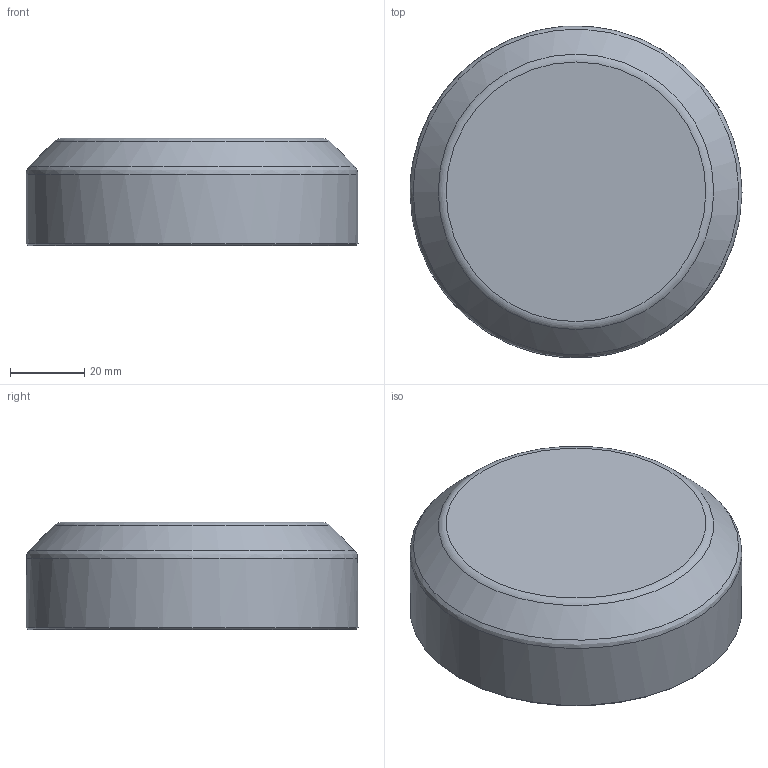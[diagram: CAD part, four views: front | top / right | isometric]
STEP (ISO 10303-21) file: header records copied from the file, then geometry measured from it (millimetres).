
FILE_DESCRIPTION(('FreeCAD Model'),'2;1');
FILE_NAME('Open CASCADE Shape Model','2025-05-06T22:12:49',(''),(''), 'Open CASCADE STEP processor 7.8','FreeCAD','Unknown');
FILE_SCHEMA(('AUTOMOTIVE_DESIGN { 1 0 10303 214 1 1 1 1 }'));
Length unit declared in the file: millimetre
Products named in the file (1): Cap
Bounding box: 89.4 x 89.4 x 29 mm (x, y, z)
Volume: 30428.9 mm3; surface area: 25006.7 mm2
Topology: 1 solids, 1 shells, 12 faces, 19 edges, 11 vertices
Faces by surface type: plane 4, cylinder 3, cone 3, bspline 1, torus 1
Full cylindrical faces by diameter (mm): 83.4 x1, 85.4 x1, 89.4 x1
Entity records: 383 total; most frequent: CARTESIAN_POINT 142, DIRECTION 50, ORIENTED_EDGE 38, AXIS2_PLACEMENT_3D 22, EDGE_CURVE 19, FACE_BOUND 14, EDGE_LOOP 14, ADVANCED_FACE 12
